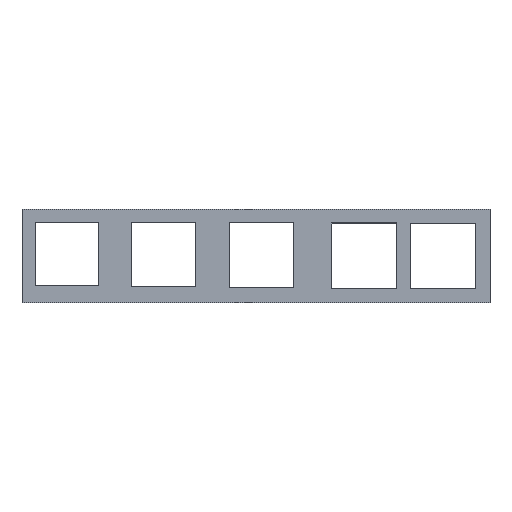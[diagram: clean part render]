
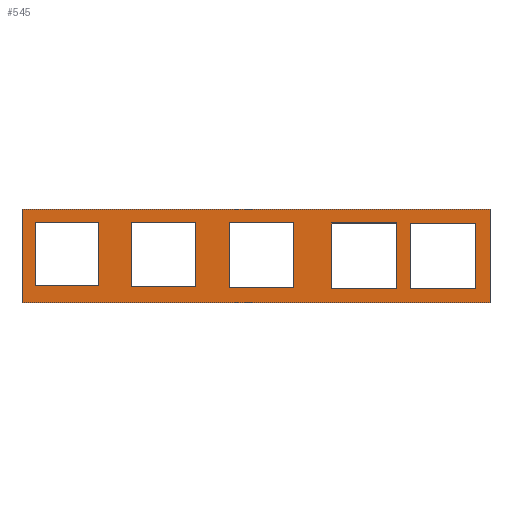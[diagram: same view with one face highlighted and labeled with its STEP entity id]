
A CAD part, top view. The second image highlights one B-rep face of the part: STEP entity #545.
In plain terms, the highlighted planar face has unit normal (0, 0, 1).
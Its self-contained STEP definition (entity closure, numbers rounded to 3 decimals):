
#15=FACE_BOUND('',#76,.T.);
#16=FACE_BOUND('',#77,.T.);
#17=FACE_BOUND('',#78,.T.);
#18=FACE_BOUND('',#79,.T.);
#19=FACE_BOUND('',#80,.T.);
#49=FACE_OUTER_BOUND('',#75,.T.);
#75=EDGE_LOOP('',(#447,#448,#449,#450));
#76=EDGE_LOOP('',(#451,#452,#453,#454));
#77=EDGE_LOOP('',(#455,#456,#457,#458));
#78=EDGE_LOOP('',(#459,#460,#461,#462));
#79=EDGE_LOOP('',(#463,#464,#465,#466));
#80=EDGE_LOOP('',(#467,#468,#469,#470));
#89=LINE('',#721,#161);
#92=LINE('',#727,#164);
#95=LINE('',#733,#167);
#98=LINE('',#737,#170);
#101=LINE('',#745,#173);
#104=LINE('',#751,#176);
#107=LINE('',#757,#179);
#110=LINE('',#761,#182);
#113=LINE('',#769,#185);
#116=LINE('',#775,#188);
#119=LINE('',#781,#191);
#122=LINE('',#785,#194);
#125=LINE('',#793,#197);
#128=LINE('',#799,#200);
#131=LINE('',#805,#203);
#134=LINE('',#809,#206);
#137=LINE('',#817,#209);
#140=LINE('',#823,#212);
#143=LINE('',#829,#215);
#146=LINE('',#833,#218);
#149=LINE('',#841,#221);
#152=LINE('',#847,#224);
#155=LINE('',#853,#227);
#158=LINE('',#857,#230);
#161=VECTOR('',#593,10.);
#164=VECTOR('',#598,10.);
#167=VECTOR('',#603,10.);
#170=VECTOR('',#608,10.);
#173=VECTOR('',#613,10.);
#176=VECTOR('',#618,10.);
#179=VECTOR('',#623,10.);
#182=VECTOR('',#628,10.);
#185=VECTOR('',#633,10.);
#188=VECTOR('',#638,10.);
#191=VECTOR('',#643,10.);
#194=VECTOR('',#648,10.);
#197=VECTOR('',#653,10.);
#200=VECTOR('',#658,10.);
#203=VECTOR('',#663,10.);
#206=VECTOR('',#668,10.);
#209=VECTOR('',#673,10.);
#212=VECTOR('',#678,10.);
#215=VECTOR('',#683,10.);
#218=VECTOR('',#688,10.);
#221=VECTOR('',#693,10.);
#224=VECTOR('',#698,10.);
#227=VECTOR('',#703,10.);
#230=VECTOR('',#708,10.);
#233=VERTEX_POINT('',#718);
#234=VERTEX_POINT('',#720);
#236=VERTEX_POINT('',#726);
#238=VERTEX_POINT('',#732);
#241=VERTEX_POINT('',#742);
#242=VERTEX_POINT('',#744);
#244=VERTEX_POINT('',#750);
#246=VERTEX_POINT('',#756);
#249=VERTEX_POINT('',#766);
#250=VERTEX_POINT('',#768);
#252=VERTEX_POINT('',#774);
#254=VERTEX_POINT('',#780);
#257=VERTEX_POINT('',#790);
#258=VERTEX_POINT('',#792);
#260=VERTEX_POINT('',#798);
#262=VERTEX_POINT('',#804);
#265=VERTEX_POINT('',#814);
#266=VERTEX_POINT('',#816);
#268=VERTEX_POINT('',#822);
#270=VERTEX_POINT('',#828);
#273=VERTEX_POINT('',#838);
#274=VERTEX_POINT('',#840);
#276=VERTEX_POINT('',#846);
#278=VERTEX_POINT('',#852);
#281=EDGE_CURVE('',#234,#233,#89,.T.);
#284=EDGE_CURVE('',#236,#234,#92,.T.);
#287=EDGE_CURVE('',#238,#236,#95,.T.);
#290=EDGE_CURVE('',#233,#238,#98,.T.);
#293=EDGE_CURVE('',#242,#241,#101,.T.);
#296=EDGE_CURVE('',#244,#242,#104,.T.);
#299=EDGE_CURVE('',#246,#244,#107,.T.);
#302=EDGE_CURVE('',#241,#246,#110,.T.);
#305=EDGE_CURVE('',#250,#249,#113,.T.);
#308=EDGE_CURVE('',#252,#250,#116,.T.);
#311=EDGE_CURVE('',#254,#252,#119,.T.);
#314=EDGE_CURVE('',#249,#254,#122,.T.);
#317=EDGE_CURVE('',#258,#257,#125,.T.);
#320=EDGE_CURVE('',#260,#258,#128,.T.);
#323=EDGE_CURVE('',#262,#260,#131,.T.);
#326=EDGE_CURVE('',#257,#262,#134,.T.);
#329=EDGE_CURVE('',#266,#265,#137,.T.);
#332=EDGE_CURVE('',#268,#266,#140,.T.);
#335=EDGE_CURVE('',#270,#268,#143,.T.);
#338=EDGE_CURVE('',#265,#270,#146,.T.);
#341=EDGE_CURVE('',#274,#273,#149,.T.);
#344=EDGE_CURVE('',#276,#274,#152,.T.);
#347=EDGE_CURVE('',#278,#276,#155,.T.);
#350=EDGE_CURVE('',#273,#278,#158,.T.);
#447=ORIENTED_EDGE('',*,*,#350,.T.);
#448=ORIENTED_EDGE('',*,*,#347,.T.);
#449=ORIENTED_EDGE('',*,*,#344,.T.);
#450=ORIENTED_EDGE('',*,*,#341,.T.);
#451=ORIENTED_EDGE('',*,*,#338,.T.);
#452=ORIENTED_EDGE('',*,*,#335,.T.);
#453=ORIENTED_EDGE('',*,*,#332,.T.);
#454=ORIENTED_EDGE('',*,*,#329,.T.);
#455=ORIENTED_EDGE('',*,*,#326,.T.);
#456=ORIENTED_EDGE('',*,*,#323,.T.);
#457=ORIENTED_EDGE('',*,*,#320,.T.);
#458=ORIENTED_EDGE('',*,*,#317,.T.);
#459=ORIENTED_EDGE('',*,*,#314,.T.);
#460=ORIENTED_EDGE('',*,*,#311,.T.);
#461=ORIENTED_EDGE('',*,*,#308,.T.);
#462=ORIENTED_EDGE('',*,*,#305,.T.);
#463=ORIENTED_EDGE('',*,*,#302,.T.);
#464=ORIENTED_EDGE('',*,*,#299,.T.);
#465=ORIENTED_EDGE('',*,*,#296,.T.);
#466=ORIENTED_EDGE('',*,*,#293,.T.);
#467=ORIENTED_EDGE('',*,*,#290,.T.);
#468=ORIENTED_EDGE('',*,*,#287,.T.);
#469=ORIENTED_EDGE('',*,*,#284,.T.);
#470=ORIENTED_EDGE('',*,*,#281,.T.);
#519=PLANE('',#585);
#545=ADVANCED_FACE('',(#49,#15,#16,#17,#18,#19),#519,.T.);
#585=AXIS2_PLACEMENT_3D('',#858,#709,#710);
#593=DIRECTION('',(0.,-1.,0.));
#598=DIRECTION('',(1.,0.,0.));
#603=DIRECTION('',(0.,1.,0.));
#608=DIRECTION('',(-1.,0.,0.));
#613=DIRECTION('',(0.,-1.,0.));
#618=DIRECTION('',(1.,0.,0.));
#623=DIRECTION('',(0.,1.,0.));
#628=DIRECTION('',(-1.,0.,0.));
#633=DIRECTION('',(1.,0.,0.));
#638=DIRECTION('',(0.,1.,0.));
#643=DIRECTION('',(-1.,0.,0.));
#648=DIRECTION('',(0.,-1.,0.));
#653=DIRECTION('',(0.,-1.,0.));
#658=DIRECTION('',(1.,0.,0.));
#663=DIRECTION('',(0.,1.,0.));
#668=DIRECTION('',(-1.,0.,0.));
#673=DIRECTION('',(1.,0.,0.));
#678=DIRECTION('',(0.,1.,0.));
#683=DIRECTION('',(-1.,0.,0.));
#688=DIRECTION('',(0.,-1.,0.));
#693=DIRECTION('',(0.,1.,0.));
#698=DIRECTION('',(1.,0.,0.));
#703=DIRECTION('',(0.,-1.,0.));
#708=DIRECTION('',(-1.,0.,0.));
#709=DIRECTION('center_axis',(0.,0.,1.));
#710=DIRECTION('ref_axis',(1.,0.,0.));
#718=CARTESIAN_POINT('',(-62.85,3.45,1.5));
#720=CARTESIAN_POINT('',(-62.85,17.15,1.5));
#721=CARTESIAN_POINT('',(-62.85,17.15,1.5));
#726=CARTESIAN_POINT('',(-76.55,17.15,1.5));
#727=CARTESIAN_POINT('',(-76.55,17.15,1.5));
#732=CARTESIAN_POINT('',(-76.55,3.45,1.5));
#733=CARTESIAN_POINT('',(-76.55,3.45,1.5));
#737=CARTESIAN_POINT('',(-62.85,3.45,1.5));
#742=CARTESIAN_POINT('',(-19.95,3.15,1.5));
#744=CARTESIAN_POINT('',(-19.95,17.05,1.5));
#745=CARTESIAN_POINT('',(-19.95,17.05,1.5));
#750=CARTESIAN_POINT('',(-33.85,17.05,1.5));
#751=CARTESIAN_POINT('',(-33.85,17.05,1.5));
#756=CARTESIAN_POINT('',(-33.85,3.15,1.5));
#757=CARTESIAN_POINT('',(-33.85,3.15,1.5));
#761=CARTESIAN_POINT('',(-19.95,3.15,1.5));
#766=CARTESIAN_POINT('',(-3.,17.,1.5));
#768=CARTESIAN_POINT('',(-17.,17.,1.5));
#769=CARTESIAN_POINT('',(-3.,17.,1.5));
#774=CARTESIAN_POINT('',(-17.,3.,1.5));
#775=CARTESIAN_POINT('',(-17.,17.,1.5));
#780=CARTESIAN_POINT('',(-3.,3.,1.5));
#781=CARTESIAN_POINT('',(-17.,3.,1.5));
#785=CARTESIAN_POINT('',(-3.,3.,1.5));
#790=CARTESIAN_POINT('',(-41.9,3.3,1.5));
#792=CARTESIAN_POINT('',(-41.9,17.1,1.5));
#793=CARTESIAN_POINT('',(-41.9,17.1,1.5));
#798=CARTESIAN_POINT('',(-55.7,17.1,1.5));
#799=CARTESIAN_POINT('',(-55.7,17.1,1.5));
#804=CARTESIAN_POINT('',(-55.7,3.3,1.5));
#805=CARTESIAN_POINT('',(-55.7,3.3,1.5));
#809=CARTESIAN_POINT('',(-41.9,3.3,1.5));
#814=CARTESIAN_POINT('',(-83.6,17.2,1.5));
#816=CARTESIAN_POINT('',(-97.2,17.2,1.5));
#817=CARTESIAN_POINT('',(-83.6,17.2,1.5));
#822=CARTESIAN_POINT('',(-97.2,3.6,1.5));
#823=CARTESIAN_POINT('',(-97.2,17.2,1.5));
#828=CARTESIAN_POINT('',(-83.6,3.6,1.5));
#829=CARTESIAN_POINT('',(-97.2,3.6,1.5));
#833=CARTESIAN_POINT('',(-83.6,3.6,1.5));
#838=CARTESIAN_POINT('',(0.,20.,1.5));
#840=CARTESIAN_POINT('',(0.,0.,1.5));
#841=CARTESIAN_POINT('',(0.,20.,1.5));
#846=CARTESIAN_POINT('',(-100.,0.,1.5));
#847=CARTESIAN_POINT('',(0.,0.,1.5));
#852=CARTESIAN_POINT('',(-100.,20.,1.5));
#853=CARTESIAN_POINT('',(-100.,0.,1.5));
#857=CARTESIAN_POINT('',(-100.,20.,1.5));
#858=CARTESIAN_POINT('Origin',(-50.,10.,1.5));
